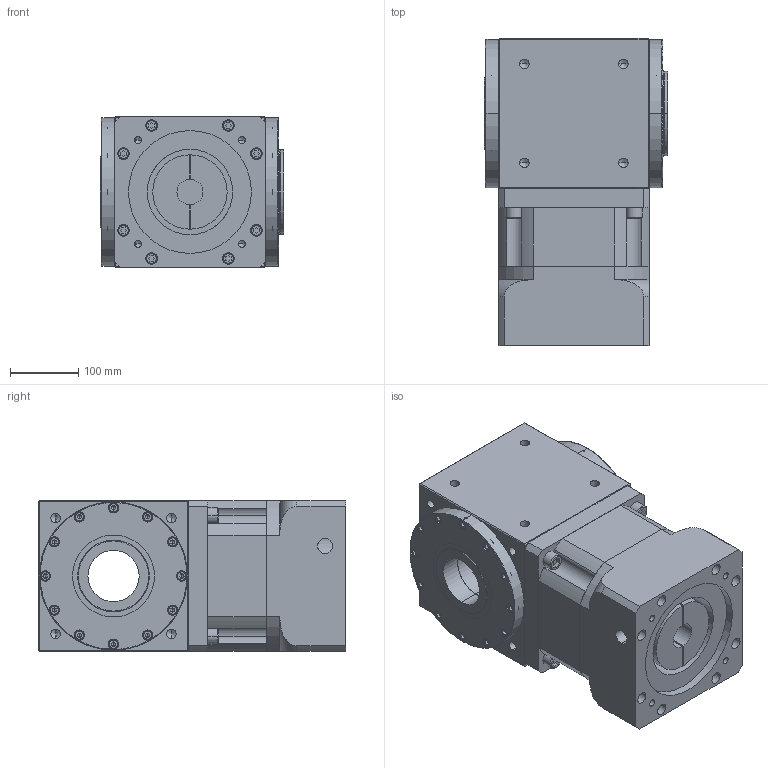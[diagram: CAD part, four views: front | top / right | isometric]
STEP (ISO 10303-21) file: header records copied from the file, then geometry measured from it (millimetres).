
FILE_DESCRIPTION (( 'STEP AP214' ), '1' );
FILE_NAME ('RAM220-L1-XX-F-38-180-215-M12_2019.STEP', '2019-04-10T10:10:30', ( 'Y' ), ( 'NCU' ), 'SwSTEP 2.0', 'SolidWorks 2016', '' );
FILE_SCHEMA (( 'AUTOMOTIVE_DESIGN' ));
Length unit declared in the file: millimetre
Products named in the file (1): RAM220-L1-XX-F-38-180-215-M12_2019
Bounding box: 269 x 450 x 220 mm (x, y, z)
Volume: 21006937.6 mm3; surface area: 1056919.2 mm2
Topology: 4 solids, 28 shells, 996 faces, 2316 edges, 1414 vertices
Faces by surface type: plane 440, cylinder 342, cone 152, torus 62
Entity records: 29979 total; most frequent: CARTESIAN_POINT 5271, DIRECTION 5086, ORIENTED_EDGE 4376, EDGE_CURVE 2188, AXIS2_PLACEMENT_3D 1917, VERTEX_POINT 1414, VECTOR 1252, LINE 1252
